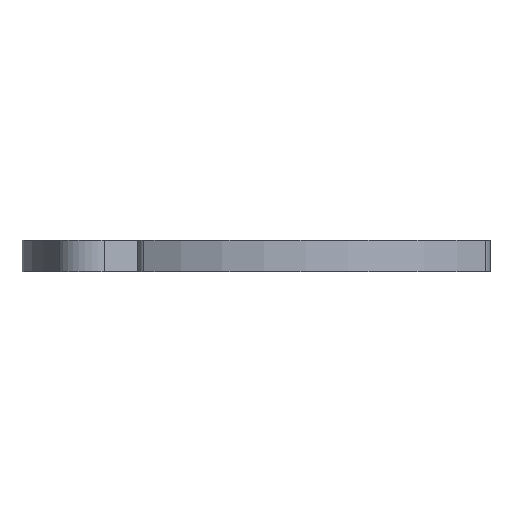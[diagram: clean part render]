
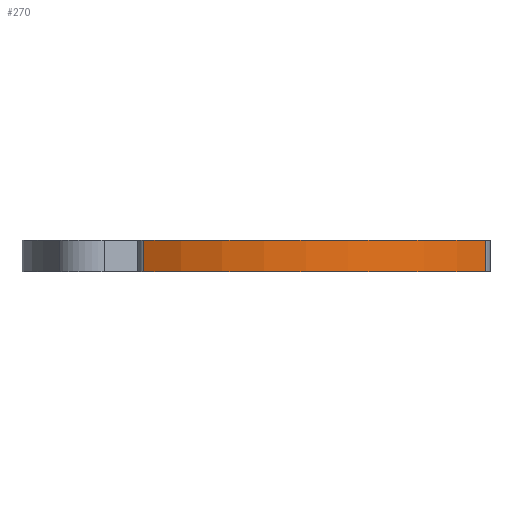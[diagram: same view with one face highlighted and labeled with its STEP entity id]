
A CAD part, front view. The second image highlights one B-rep face of the part: STEP entity #270.
In plain terms, the highlighted cylindrical face has radius 10.477 mm (diameter 20.955 mm), a partial arc.
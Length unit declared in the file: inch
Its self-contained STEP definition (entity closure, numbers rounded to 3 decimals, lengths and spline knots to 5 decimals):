
#4 = VERTEX_POINT ( 'NONE', #144 ) ;
#7 = ORIENTED_EDGE ( 'NONE', *, *, #648, .T. ) ;
#31 = VERTEX_POINT ( 'NONE', #632 ) ;
#57 = AXIS2_PLACEMENT_3D ( 'NONE', #307, #1136, #779 ) ;
#91 = DIRECTION ( 'NONE',  ( 0., 0., 1. ) ) ;
#92 = VERTEX_POINT ( 'NONE', #257 ) ;
#144 = CARTESIAN_POINT ( 'NONE',  ( 0.33033, -0.24705, 0.05 ) ) ;
#159 = EDGE_CURVE ( 'NONE', #4, #92, #250, .T. ) ;
#178 = FACE_OUTER_BOUND ( 'NONE', #271, .T. ) ;
#194 = CARTESIAN_POINT ( 'NONE',  ( 0.33033, -0.24705, 0.05 ) ) ;
#216 = CARTESIAN_POINT ( 'NONE',  ( 0., 0., 0.05 ) ) ;
#237 = CARTESIAN_POINT ( 'NONE',  ( -0.21711, -0.35074, 0.05 ) ) ;
#250 = CIRCLE ( 'NONE', #545, 0.4125 ) ;
#257 = CARTESIAN_POINT ( 'NONE',  ( -0.21711, -0.35074, 0.05 ) ) ;
#270 = ADVANCED_FACE ( 'NONE', ( #178 ), #938, .T. ) ;
#271 = EDGE_LOOP ( 'NONE', ( #1072, #383, #1071, #7 ) ) ;
#307 = CARTESIAN_POINT ( 'NONE',  ( 0., 0., 0. ) ) ;
#383 = ORIENTED_EDGE ( 'NONE', *, *, #384, .T. ) ;
#384 = EDGE_CURVE ( 'NONE', #957, #4, #1133, .T. ) ;
#405 = CIRCLE ( 'NONE', #57, 0.4125 ) ;
#441 = VECTOR ( 'NONE', #91, 39.37008 ) ;
#485 = VECTOR ( 'NONE', #706, 39.37008 ) ;
#498 = LINE ( 'NONE', #237, #485 ) ;
#545 = AXIS2_PLACEMENT_3D ( 'NONE', #216, #1053, #1147 ) ;
#632 = CARTESIAN_POINT ( 'NONE',  ( -0.21711, -0.35074, 0. ) ) ;
#648 = EDGE_CURVE ( 'NONE', #92, #31, #498, .T. ) ;
#660 = CARTESIAN_POINT ( 'NONE',  ( 0.33033, -0.24705, 0. ) ) ;
#706 = DIRECTION ( 'NONE',  ( 0., 0., -1. ) ) ;
#779 = DIRECTION ( 'NONE',  ( 1., 0., 0. ) ) ;
#825 = DIRECTION ( 'NONE',  ( 0., 0., -1. ) ) ;
#913 = CARTESIAN_POINT ( 'NONE',  ( 0., 0., 0.05 ) ) ;
#938 = CYLINDRICAL_SURFACE ( 'NONE', #1014, 0.4125 ) ;
#957 = VERTEX_POINT ( 'NONE', #660 ) ;
#1014 = AXIS2_PLACEMENT_3D ( 'NONE', #913, #825, #1088 ) ;
#1053 = DIRECTION ( 'NONE',  ( 0., 0., -1. ) ) ;
#1071 = ORIENTED_EDGE ( 'NONE', *, *, #159, .T. ) ;
#1072 = ORIENTED_EDGE ( 'NONE', *, *, #1113, .F. ) ;
#1088 = DIRECTION ( 'NONE',  ( -1., 0., 0. ) ) ;
#1113 = EDGE_CURVE ( 'NONE', #957, #31, #405, .T. ) ;
#1133 = LINE ( 'NONE', #194, #441 ) ;
#1136 = DIRECTION ( 'NONE',  ( 0., 0., -1. ) ) ;
#1147 = DIRECTION ( 'NONE',  ( 1., 0., 0. ) ) ;
